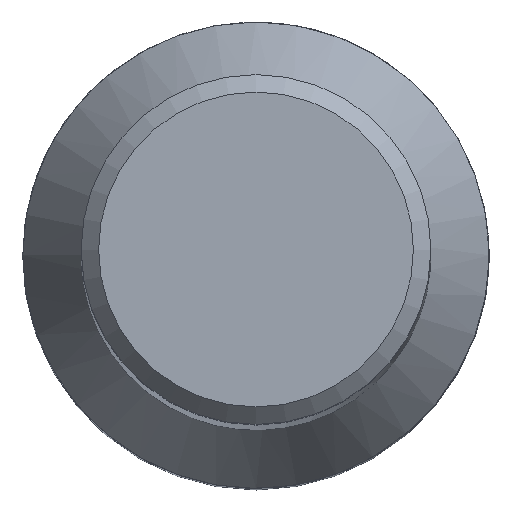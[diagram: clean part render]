
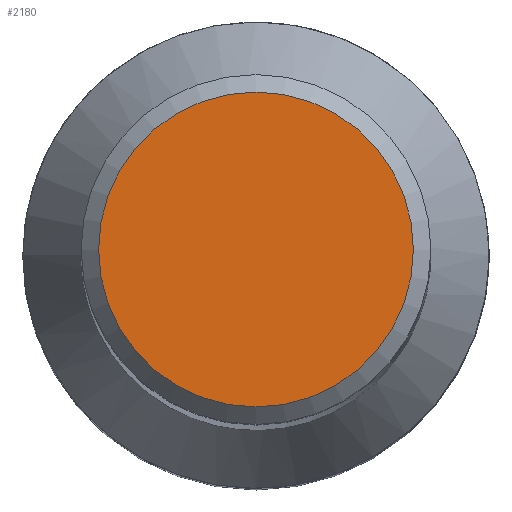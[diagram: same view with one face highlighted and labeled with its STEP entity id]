
A CAD part, top view. The second image highlights one B-rep face of the part: STEP entity #2180.
In plain terms, the highlighted free-form (B-spline) face has degree [1, 1] with [2, 2] control points.
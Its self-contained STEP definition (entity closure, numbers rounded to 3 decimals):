
#1710 = CARTESIAN_POINT ('', (-4.05, 0., 0.));
#1720 = VERTEX_POINT ('', #1710);
#1790 = CARTESIAN_POINT ('', (0., 0., 0.));
#1800 = DIRECTION ('', (0., 0., -1.));
#1810 = DIRECTION ('', (-1., 0., 0.));
#1820 = AXIS2_PLACEMENT_3D ('', #1790, #1800, #1810);
#1830 = CIRCLE ('', #1820, 4.05);
#1840 = EDGE_CURVE ('', #1720, #1720, #1830, .T.);
#2100 = ORIENTED_EDGE ('', *, *, #1840, .F.);
#2110 = EDGE_LOOP ('', (#2100));
#2120 = FACE_OUTER_BOUND ('', #2110, .T.);
#2130 = CARTESIAN_POINT ('', (4.05, -4.05, 0.));
#2140 = CARTESIAN_POINT ('', (-4.05, -4.05, 0.));
#2150 = CARTESIAN_POINT ('', (4.05, 4.05, 0.));
#2160 = CARTESIAN_POINT ('', (-4.05, 4.05, 0.));
#2170 = B_SPLINE_SURFACE_WITH_KNOTS ('', 1, 1, ((#2130, #2140), (#2150, #2160)), .UNSPECIFIED., .F., .F., .U., (2, 2), (2, 2), (0.045, 0.955), (0.045, 0.955), .UNSPECIFIED.);
#2180 = ADVANCED_FACE ('', (#2120), #2170, .T.);
